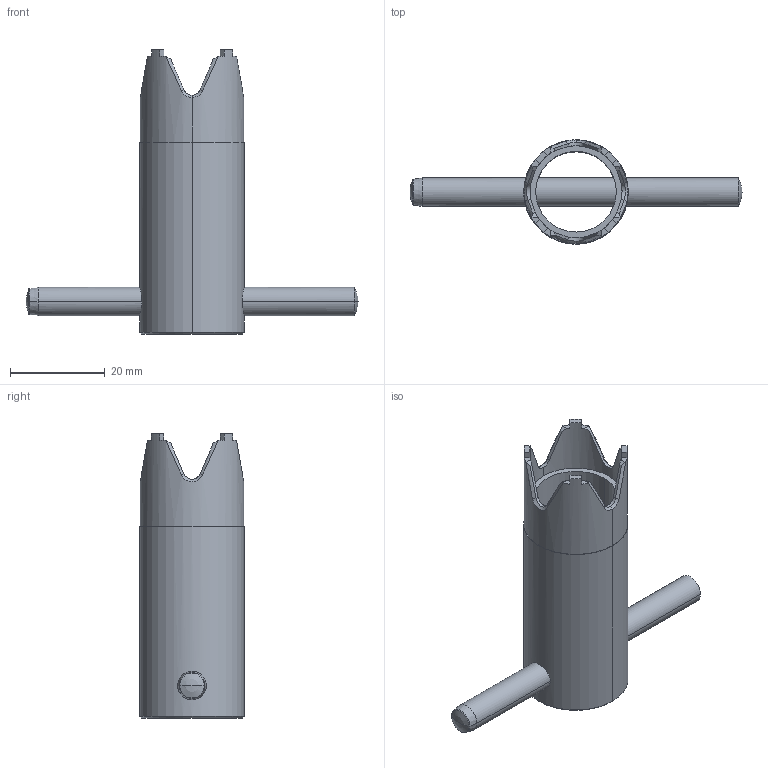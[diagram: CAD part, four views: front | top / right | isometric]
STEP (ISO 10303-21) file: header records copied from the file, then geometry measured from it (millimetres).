
FILE_DESCRIPTION((''),'2;1');
FILE_NAME('ASM0005_ASM','2018-09-13T',('t.chen'),(''),'PRO/ENGINEER BY PARAMETRIC TECHNOLOGY CORPORATION, 2014310','PRO/ENGINEER BY PARAMETRIC TECHNOLOGY CORPORATION, 2014310','');
FILE_SCHEMA(('AUTOMOTIVE_DESIGN { 1 0 10303 214 1 1 1 1 }'));
Length unit declared in the file: millimetre
Products named in the file (1): ASM0005_ASM
Bounding box: 70 x 22 x 60 mm (x, y, z)
Volume: 9699.1 mm3; surface area: 8312.7 mm2
Topology: 1 solids, 1 shells, 83 faces, 225 edges, 141 vertices
Faces by surface type: plane 39, cylinder 18, bspline 14, cone 6, sphere 4, torus 2
Entity records: 4018 total; most frequent: CARTESIAN_POINT 1450, ORIENTED_EDGE 442, DIRECTION 336, EDGE_CURVE 221, VERTEX_POINT 141, AXIS2_PLACEMENT_3D 124, COLOUR_RGB 111, VECTOR 88
